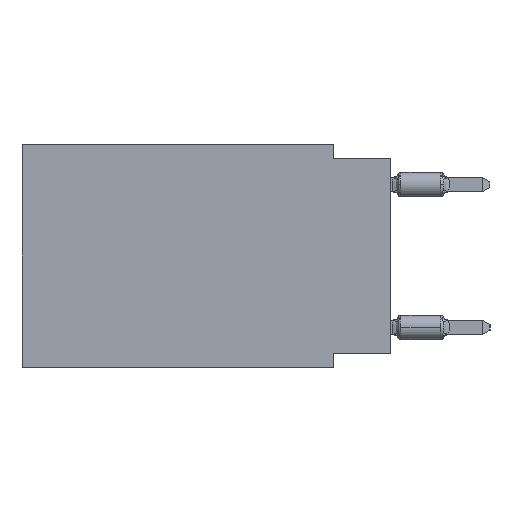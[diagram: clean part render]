
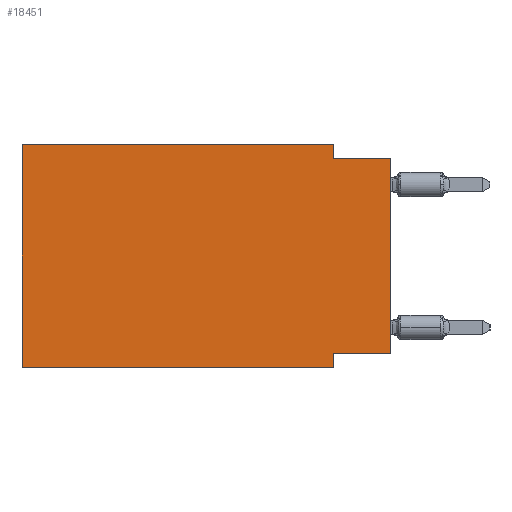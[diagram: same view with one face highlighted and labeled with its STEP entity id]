
A CAD part, left-side view. The second image highlights one B-rep face of the part: STEP entity #18451.
In plain terms, the highlighted planar face has unit normal (-1, 0, 0).
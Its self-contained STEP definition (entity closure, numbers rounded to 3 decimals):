
#438 = VECTOR ( 'NONE', #23509, 1000. ) ;
#632 = VECTOR ( 'NONE', #15729, 1000. ) ;
#764 = VECTOR ( 'NONE', #27846, 1000. ) ;
#775 = LINE ( 'NONE', #9966, #438 ) ;
#1446 = CARTESIAN_POINT ( 'NONE',  ( 0., 2.54, -0.635 ) ) ;
#2242 = LINE ( 'NONE', #15516, #14400 ) ;
#3248 = AXIS2_PLACEMENT_3D ( 'NONE', #20393, #4272, #29434 ) ;
#4272 = DIRECTION ( 'NONE',  ( 1., 0., 0. ) ) ;
#4435 = EDGE_CURVE ( 'NONE', #20818, #10117, #15510, .T. ) ;
#4553 = ORIENTED_EDGE ( 'NONE', *, *, #4604, .F. ) ;
#4604 = EDGE_CURVE ( 'NONE', #10827, #19143, #23471, .T. ) ;
#5353 = VERTEX_POINT ( 'NONE', #15594 ) ;
#6250 = ORIENTED_EDGE ( 'NONE', *, *, #10524, .F. ) ;
#6662 = CARTESIAN_POINT ( 'NONE',  ( 0., 0., -0.635 ) ) ;
#7522 = CARTESIAN_POINT ( 'NONE',  ( 0., 2.54, -9.906 ) ) ;
#8658 = EDGE_CURVE ( 'NONE', #19143, #28165, #12993, .T. ) ;
#9068 = ORIENTED_EDGE ( 'NONE', *, *, #18444, .F. ) ;
#9168 = DIRECTION ( 'NONE',  ( 0., -1., 0. ) ) ;
#9966 = CARTESIAN_POINT ( 'NONE',  ( 0., 2.54, -9.906 ) ) ;
#10117 = VERTEX_POINT ( 'NONE', #6662 ) ;
#10260 = EDGE_CURVE ( 'NONE', #22210, #19528, #775, .T. ) ;
#10524 = EDGE_CURVE ( 'NONE', #28165, #10117, #2242, .T. ) ;
#10617 = LINE ( 'NONE', #26750, #16726 ) ;
#10774 = PLANE ( 'NONE',  #3248 ) ;
#10827 = VERTEX_POINT ( 'NONE', #19410 ) ;
#10884 = DIRECTION ( 'NONE',  ( 0., 0., -1. ) ) ;
#11576 = ORIENTED_EDGE ( 'NONE', *, *, #29069, .T. ) ;
#12315 = VECTOR ( 'NONE', #27552, 1000. ) ;
#12885 = DIRECTION ( 'NONE',  ( 0., 0., 1. ) ) ;
#12993 = LINE ( 'NONE', #19623, #22276 ) ;
#13689 = DIRECTION ( 'NONE',  ( 0., -1., 0. ) ) ;
#14400 = VECTOR ( 'NONE', #9168, 1000. ) ;
#15049 = ORIENTED_EDGE ( 'NONE', *, *, #8658, .F. ) ;
#15510 = LINE ( 'NONE', #24702, #12315 ) ;
#15516 = CARTESIAN_POINT ( 'NONE',  ( 0., 0., -0.635 ) ) ;
#15594 = CARTESIAN_POINT ( 'NONE',  ( 0., 16.383, -9.906 ) ) ;
#15729 = DIRECTION ( 'NONE',  ( 0., 1., 0. ) ) ;
#16726 = VECTOR ( 'NONE', #12885, 1000. ) ;
#17227 = ORIENTED_EDGE ( 'NONE', *, *, #4435, .T. ) ;
#17956 = VECTOR ( 'NONE', #13689, 1000. ) ;
#18327 = CARTESIAN_POINT ( 'NONE',  ( 0., 16.383, -9.906 ) ) ;
#18431 = EDGE_LOOP ( 'NONE', ( #17227, #6250, #15049, #4553, #9068, #11576, #29627, #28153 ) ) ;
#18444 = EDGE_CURVE ( 'NONE', #5353, #10827, #10617, .T. ) ;
#18451 = ADVANCED_FACE ( 'NONE', ( #22207 ), #10774, .F. ) ;
#18651 = CARTESIAN_POINT ( 'NONE',  ( 0., 16.383, 0. ) ) ;
#19143 = VERTEX_POINT ( 'NONE', #28787 ) ;
#19410 = CARTESIAN_POINT ( 'NONE',  ( 0., 16.383, 0. ) ) ;
#19528 = VERTEX_POINT ( 'NONE', #7522 ) ;
#19623 = CARTESIAN_POINT ( 'NONE',  ( 0., 2.54, 0. ) ) ;
#20384 = CARTESIAN_POINT ( 'NONE',  ( 0., 0., -9.271 ) ) ;
#20393 = CARTESIAN_POINT ( 'NONE',  ( 0., 16.383, 0. ) ) ;
#20661 = EDGE_CURVE ( 'NONE', #20818, #22210, #24917, .T. ) ;
#20818 = VERTEX_POINT ( 'NONE', #20384 ) ;
#22207 = FACE_OUTER_BOUND ( 'NONE', #18431, .T. ) ;
#22210 = VERTEX_POINT ( 'NONE', #24141 ) ;
#22276 = VECTOR ( 'NONE', #10884, 1000. ) ;
#23471 = LINE ( 'NONE', #18651, #764 ) ;
#23509 = DIRECTION ( 'NONE',  ( 0., 0., -1. ) ) ;
#24141 = CARTESIAN_POINT ( 'NONE',  ( 0., 2.54, -9.271 ) ) ;
#24702 = CARTESIAN_POINT ( 'NONE',  ( 0., 0., 0. ) ) ;
#24917 = LINE ( 'NONE', #27470, #632 ) ;
#25128 = LINE ( 'NONE', #18327, #17956 ) ;
#26750 = CARTESIAN_POINT ( 'NONE',  ( 0., 16.383, 0. ) ) ;
#27470 = CARTESIAN_POINT ( 'NONE',  ( 0., 0., -9.271 ) ) ;
#27552 = DIRECTION ( 'NONE',  ( 0., 0., 1. ) ) ;
#27846 = DIRECTION ( 'NONE',  ( 0., -1., 0. ) ) ;
#28153 = ORIENTED_EDGE ( 'NONE', *, *, #20661, .F. ) ;
#28165 = VERTEX_POINT ( 'NONE', #1446 ) ;
#28787 = CARTESIAN_POINT ( 'NONE',  ( 0., 2.54, 0. ) ) ;
#29069 = EDGE_CURVE ( 'NONE', #5353, #19528, #25128, .T. ) ;
#29434 = DIRECTION ( 'NONE',  ( 0., 0., -1. ) ) ;
#29627 = ORIENTED_EDGE ( 'NONE', *, *, #10260, .F. ) ;
